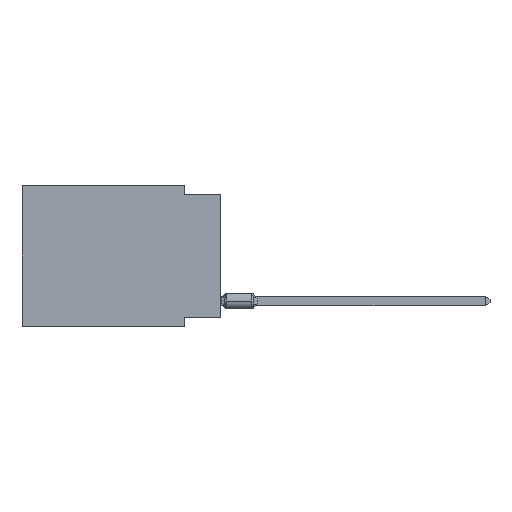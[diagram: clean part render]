
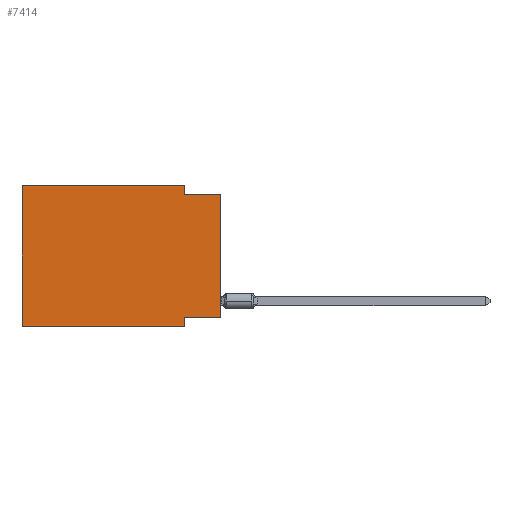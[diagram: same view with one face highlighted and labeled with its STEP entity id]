
A CAD part, left-side view. The second image highlights one B-rep face of the part: STEP entity #7414.
In plain terms, the highlighted planar face has unit normal (-1, 0, 0).
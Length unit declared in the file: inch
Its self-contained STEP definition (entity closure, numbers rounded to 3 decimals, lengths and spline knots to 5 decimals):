
#355 = DIRECTION ( 'NONE',  ( 0., 0., -1. ) ) ;
#1148 = LINE ( 'NONE', #13200, #26040 ) ;
#1562 = ORIENTED_EDGE ( 'NONE', *, *, #13367, .F. ) ;
#2655 = CARTESIAN_POINT ( 'NONE',  ( 0., 0.55, 0. ) ) ;
#3683 = CARTESIAN_POINT ( 'NONE',  ( 0., 0., -0.025 ) ) ;
#3731 = DIRECTION ( 'NONE',  ( 0., 0., -1. ) ) ;
#3843 = VECTOR ( 'NONE', #29444, 39.37008 ) ;
#3966 = DIRECTION ( 'NONE',  ( 0., 0., 1. ) ) ;
#4222 = EDGE_CURVE ( 'NONE', #10622, #20806, #23735, .T. ) ;
#5773 = VERTEX_POINT ( 'NONE', #18096 ) ;
#5900 = CARTESIAN_POINT ( 'NONE',  ( 0., 0.1, -0.39 ) ) ;
#6155 = VECTOR ( 'NONE', #355, 39.37008 ) ;
#6359 = VECTOR ( 'NONE', #13108, 39.37008 ) ;
#6441 = ORIENTED_EDGE ( 'NONE', *, *, #28606, .F. ) ;
#6987 = CARTESIAN_POINT ( 'NONE',  ( 0., 0.1, -0.365 ) ) ;
#7414 = ADVANCED_FACE ( 'NONE', ( #30154 ), #16198, .F. ) ;
#7484 = CARTESIAN_POINT ( 'NONE',  ( 0., 0.55, -0.39 ) ) ;
#8018 = LINE ( 'NONE', #3683, #6359 ) ;
#8310 = LINE ( 'NONE', #15721, #9275 ) ;
#9275 = VECTOR ( 'NONE', #3966, 39.37008 ) ;
#9289 = EDGE_CURVE ( 'NONE', #14451, #25347, #1148, .T. ) ;
#9982 = EDGE_CURVE ( 'NONE', #14451, #28322, #8310, .T. ) ;
#10069 = LINE ( 'NONE', #19534, #3843 ) ;
#10120 = AXIS2_PLACEMENT_3D ( 'NONE', #11523, #13876, #21004 ) ;
#10218 = CARTESIAN_POINT ( 'NONE',  ( 0., 0.1, -0.39 ) ) ;
#10420 = DIRECTION ( 'NONE',  ( 0., 1., 0. ) ) ;
#10622 = VERTEX_POINT ( 'NONE', #7484 ) ;
#11523 = CARTESIAN_POINT ( 'NONE',  ( 0., 0.55, 0. ) ) ;
#11784 = ORIENTED_EDGE ( 'NONE', *, *, #20899, .F. ) ;
#12554 = ORIENTED_EDGE ( 'NONE', *, *, #20722, .F. ) ;
#13108 = DIRECTION ( 'NONE',  ( 0., -1., 0. ) ) ;
#13200 = CARTESIAN_POINT ( 'NONE',  ( 0., 0., -0.365 ) ) ;
#13367 = EDGE_CURVE ( 'NONE', #14389, #28322, #8018, .T. ) ;
#13876 = DIRECTION ( 'NONE',  ( 1., 0., 0. ) ) ;
#14085 = ORIENTED_EDGE ( 'NONE', *, *, #9982, .T. ) ;
#14389 = VERTEX_POINT ( 'NONE', #27151 ) ;
#14408 = LINE ( 'NONE', #2655, #22042 ) ;
#14451 = VERTEX_POINT ( 'NONE', #23678 ) ;
#14558 = DIRECTION ( 'NONE',  ( 0., -1., 0. ) ) ;
#15721 = CARTESIAN_POINT ( 'NONE',  ( 0., 0., 0. ) ) ;
#16198 = PLANE ( 'NONE',  #10120 ) ;
#16599 = CARTESIAN_POINT ( 'NONE',  ( 0., 0.55, -0.39 ) ) ;
#17465 = VECTOR ( 'NONE', #26068, 39.37008 ) ;
#18096 = CARTESIAN_POINT ( 'NONE',  ( 0., 0.55, 0. ) ) ;
#19534 = CARTESIAN_POINT ( 'NONE',  ( 0., 0.55, 0. ) ) ;
#19854 = ORIENTED_EDGE ( 'NONE', *, *, #29850, .F. ) ;
#20722 = EDGE_CURVE ( 'NONE', #10622, #5773, #10069, .T. ) ;
#20806 = VERTEX_POINT ( 'NONE', #5900 ) ;
#20899 = EDGE_CURVE ( 'NONE', #24848, #14389, #25563, .T. ) ;
#21004 = DIRECTION ( 'NONE',  ( 0., 0., -1. ) ) ;
#22042 = VECTOR ( 'NONE', #14558, 39.37008 ) ;
#22107 = CARTESIAN_POINT ( 'NONE',  ( 0., 0.1, 0. ) ) ;
#22192 = CARTESIAN_POINT ( 'NONE',  ( 0., 0., -0.025 ) ) ;
#23678 = CARTESIAN_POINT ( 'NONE',  ( 0., 0., -0.365 ) ) ;
#23735 = LINE ( 'NONE', #16599, #17465 ) ;
#24181 = LINE ( 'NONE', #10218, #6155 ) ;
#24727 = VECTOR ( 'NONE', #3731, 39.37008 ) ;
#24848 = VERTEX_POINT ( 'NONE', #22107 ) ;
#25347 = VERTEX_POINT ( 'NONE', #6987 ) ;
#25563 = LINE ( 'NONE', #27403, #24727 ) ;
#26040 = VECTOR ( 'NONE', #10420, 39.37008 ) ;
#26068 = DIRECTION ( 'NONE',  ( 0., -1., 0. ) ) ;
#27151 = CARTESIAN_POINT ( 'NONE',  ( 0., 0.1, -0.025 ) ) ;
#27403 = CARTESIAN_POINT ( 'NONE',  ( 0., 0.1, 0. ) ) ;
#28217 = ORIENTED_EDGE ( 'NONE', *, *, #4222, .T. ) ;
#28322 = VERTEX_POINT ( 'NONE', #22192 ) ;
#28606 = EDGE_CURVE ( 'NONE', #25347, #20806, #24181, .T. ) ;
#28838 = EDGE_LOOP ( 'NONE', ( #14085, #1562, #11784, #19854, #12554, #28217, #6441, #30191 ) ) ;
#29444 = DIRECTION ( 'NONE',  ( 0., 0., 1. ) ) ;
#29850 = EDGE_CURVE ( 'NONE', #5773, #24848, #14408, .T. ) ;
#30154 = FACE_OUTER_BOUND ( 'NONE', #28838, .T. ) ;
#30191 = ORIENTED_EDGE ( 'NONE', *, *, #9289, .F. ) ;
